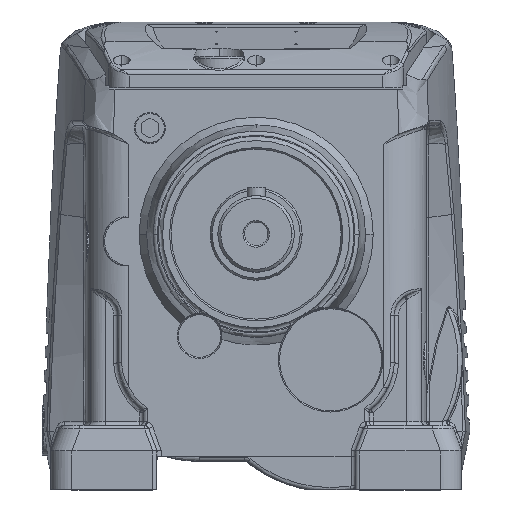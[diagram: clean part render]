
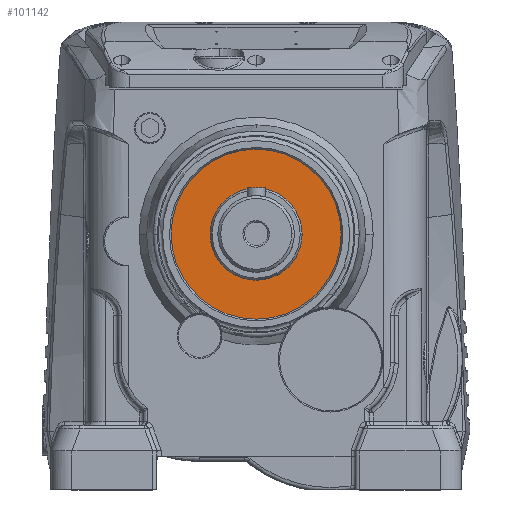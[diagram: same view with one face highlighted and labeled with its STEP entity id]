
A CAD part, top view. The second image highlights one B-rep face of the part: STEP entity #101142.
In plain terms, the highlighted planar face has unit normal (0, 0, 1).
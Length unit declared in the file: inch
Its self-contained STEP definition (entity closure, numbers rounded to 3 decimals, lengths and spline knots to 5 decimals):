
#606 = VERTEX_POINT ( 'NONE', #91274 ) ;
#1579 = CIRCLE ( 'NONE', #102642, 2.3622 ) ;
#4054 = AXIS2_PLACEMENT_3D ( 'NONE', #14212, #44303, #88136 ) ;
#5101 = VERTEX_POINT ( 'NONE', #9893 ) ;
#6209 = CARTESIAN_POINT ( 'NONE',  ( 0.00001, 6.29921, 1.90945 ) ) ;
#8999 = EDGE_LOOP ( 'NONE', ( #80663, #21368 ) ) ;
#9893 = CARTESIAN_POINT ( 'NONE',  ( 2.36222, 6.29921, 1.90945 ) ) ;
#9968 = CIRCLE ( 'NONE', #89310, 1.27953 ) ;
#12274 = ORIENTED_EDGE ( 'NONE', *, *, #34829, .T. ) ;
#14212 = CARTESIAN_POINT ( 'NONE',  ( 0., 0., 1.90945 ) ) ;
#14523 = DIRECTION ( 'NONE',  ( 1., 0., 0. ) ) ;
#19400 = EDGE_LOOP ( 'NONE', ( #27371, #12274 ) ) ;
#20969 = EDGE_CURVE ( 'NONE', #103904, #606, #106861, .T. ) ;
#21246 = CARTESIAN_POINT ( 'NONE',  ( 0.00001, 6.29921, 1.90945 ) ) ;
#21368 = ORIENTED_EDGE ( 'NONE', *, *, #33835, .T. ) ;
#22230 = CARTESIAN_POINT ( 'NONE',  ( 0.00001, 6.29921, 1.90945 ) ) ;
#27371 = ORIENTED_EDGE ( 'NONE', *, *, #98934, .T. ) ;
#30684 = DIRECTION ( 'NONE',  ( 1., 0., 0. ) ) ;
#33835 = EDGE_CURVE ( 'NONE', #606, #103904, #9968, .T. ) ;
#34829 = EDGE_CURVE ( 'NONE', #106425, #5101, #74322, .T. ) ;
#44303 = DIRECTION ( 'NONE',  ( 0., 0., 1. ) ) ;
#52653 = CARTESIAN_POINT ( 'NONE',  ( 1.27954, 6.29921, 1.90945 ) ) ;
#54187 = FACE_BOUND ( 'NONE', #8999, .T. ) ;
#60329 = AXIS2_PLACEMENT_3D ( 'NONE', #74465, #74392, #74359 ) ;
#64087 = DIRECTION ( 'NONE',  ( 0., 0., 1. ) ) ;
#70683 = DIRECTION ( 'NONE',  ( 1., 0., 0. ) ) ;
#74322 = CIRCLE ( 'NONE', #103966, 2.3622 ) ;
#74359 = DIRECTION ( 'NONE',  ( 1., 0., 0. ) ) ;
#74392 = DIRECTION ( 'NONE',  ( 0., 0., -1. ) ) ;
#74465 = CARTESIAN_POINT ( 'NONE',  ( 0.00001, 6.29921, 1.90945 ) ) ;
#74796 = CARTESIAN_POINT ( 'NONE',  ( -2.36219, 6.29921, 1.90945 ) ) ;
#78628 = DIRECTION ( 'NONE',  ( 0., 0., 1. ) ) ;
#79560 = DIRECTION ( 'NONE',  ( 0., 0., -1. ) ) ;
#79905 = PLANE ( 'NONE',  #4054 ) ;
#80663 = ORIENTED_EDGE ( 'NONE', *, *, #20969, .T. ) ;
#88136 = DIRECTION ( 'NONE',  ( 1., 0., 0. ) ) ;
#89310 = AXIS2_PLACEMENT_3D ( 'NONE', #22230, #79560, #30684 ) ;
#91274 = CARTESIAN_POINT ( 'NONE',  ( -1.27952, 6.29921, 1.90945 ) ) ;
#97479 = FACE_OUTER_BOUND ( 'NONE', #19400, .T. ) ;
#98934 = EDGE_CURVE ( 'NONE', #5101, #106425, #1579, .T. ) ;
#101142 = ADVANCED_FACE ( 'NONE', ( #97479, #54187 ), #79905, .T. ) ;
#102642 = AXIS2_PLACEMENT_3D ( 'NONE', #6209, #64087, #14523 ) ;
#103904 = VERTEX_POINT ( 'NONE', #52653 ) ;
#103966 = AXIS2_PLACEMENT_3D ( 'NONE', #21246, #78628, #70683 ) ;
#106425 = VERTEX_POINT ( 'NONE', #74796 ) ;
#106861 = CIRCLE ( 'NONE', #60329, 1.27953 ) ;
